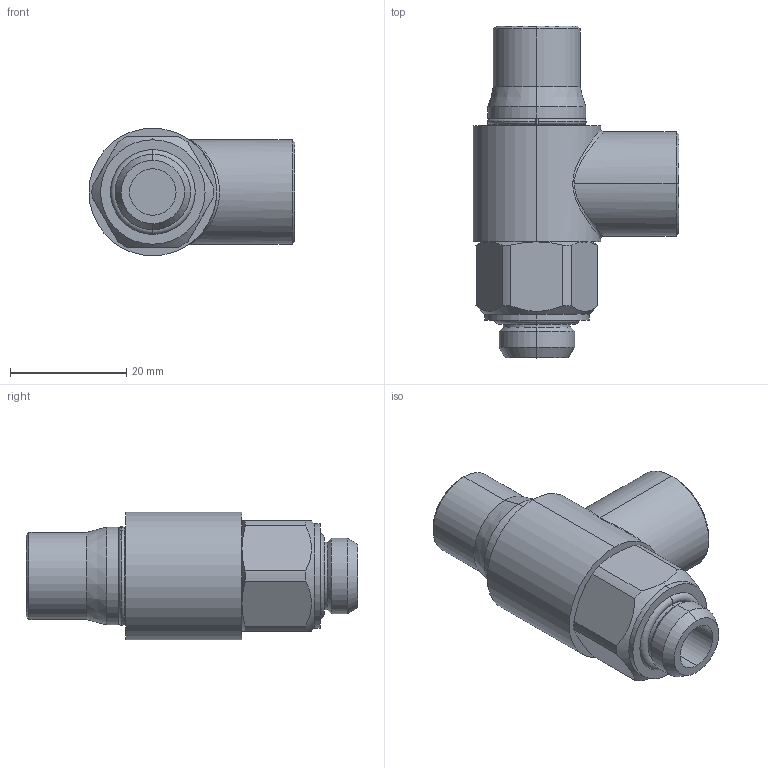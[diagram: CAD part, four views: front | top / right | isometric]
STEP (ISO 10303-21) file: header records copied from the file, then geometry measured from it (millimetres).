
FILE_DESCRIPTION (( 'STEP AP203' ), '1' );
FILE_NAME ('04190C02.STEP', '2010-06-25T07:50:10', ( '' ), ( 'sopra-pneumatic' ), 'SwSTEP 2.0', 'SolidWorks 2009', '' );
FILE_SCHEMA (( 'CONFIG_CONTROL_DESIGN' ));
Length unit declared in the file: millimetre
Products named in the file (1): 04190C02
Bounding box: 35.5 x 57.2 x 22 mm (x, y, z)
Volume: 18151 mm3; surface area: 5860.8 mm2
Topology: 2 solids, 2 shells, 92 faces, 205 edges, 128 vertices
Faces by surface type: cylinder 32, plane 27, cone 27, torus 4, bspline 2
Entity records: 3999 total; most frequent: CARTESIAN_POINT 1878, DIRECTION 441, ORIENTED_EDGE 410, EDGE_CURVE 205, AXIS2_PLACEMENT_3D 182, VERTEX_POINT 128, EDGE_LOOP 103, FACE_OUTER_BOUND 92
